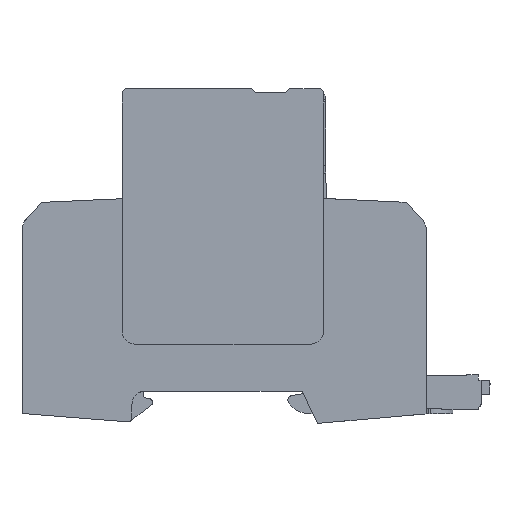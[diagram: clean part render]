
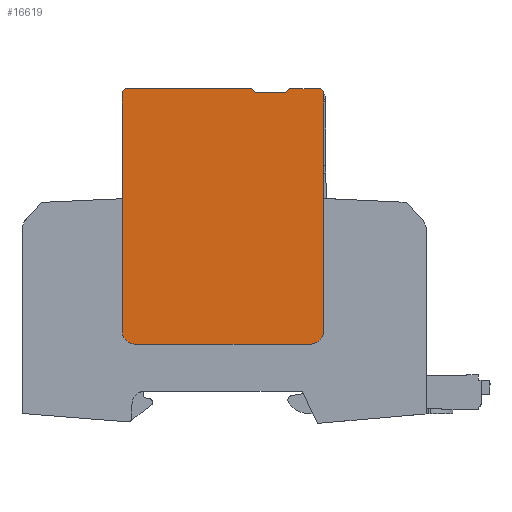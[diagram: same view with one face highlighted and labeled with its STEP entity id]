
A CAD part, left-side view. The second image highlights one B-rep face of the part: STEP entity #16619.
In plain terms, the highlighted planar face has unit normal (-1, 0, 0).
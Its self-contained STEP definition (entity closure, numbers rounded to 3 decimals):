
#16522=AXIS2_PLACEMENT_3D('Plane Axis2P3D',#16519,#16520,#16521) ;
#16337=CARTESIAN_POINT('Vertex',(0.,52.327,73.853)) ;
#16351=CARTESIAN_POINT('Vertex',(0.,53.227,74.753)) ;
#16354=CARTESIAN_POINT('Line Origine',(0.,52.777,74.303)) ;
#16492=CARTESIAN_POINT('Line Origine',(0.,81.752,74.378)) ;
#16496=CARTESIAN_POINT('Vertex',(0.,82.127,74.003)) ;
#16498=CARTESIAN_POINT('Vertex',(0.,81.377,74.753)) ;
#16519=CARTESIAN_POINT('Axis2P3D Location',(0.,81.127,17.703)) ;
#16525=CARTESIAN_POINT('Control Point',(0.,82.127,74.003)) ;
#16526=CARTESIAN_POINT('Control Point',(0.,82.127,63.343)) ;
#16527=CARTESIAN_POINT('Control Point',(0.,82.127,52.683)) ;
#16528=CARTESIAN_POINT('Control Point',(0.,82.127,42.023)) ;
#16529=CARTESIAN_POINT('Control Point',(0.,82.127,31.363)) ;
#16530=CARTESIAN_POINT('Control Point',(0.,82.127,20.703)) ;
#16531=CARTESIAN_POINT('Vertex',(0.,82.127,20.703)) ;
#16535=CARTESIAN_POINT('Control Point',(0.,82.127,20.703)) ;
#16536=CARTESIAN_POINT('Control Point',(0.,82.127,19.76)) ;
#16537=CARTESIAN_POINT('Control Point',(0.,81.758,18.817)) ;
#16538=CARTESIAN_POINT('Control Point',(0.,81.013,18.072)) ;
#16539=CARTESIAN_POINT('Control Point',(0.,80.07,17.703)) ;
#16540=CARTESIAN_POINT('Control Point',(0.,79.127,17.703)) ;
#16541=CARTESIAN_POINT('Vertex',(0.,79.127,17.703)) ;
#16545=CARTESIAN_POINT('Control Point',(0.,79.127,17.703)) ;
#16546=CARTESIAN_POINT('Control Point',(0.,71.327,17.703)) ;
#16547=CARTESIAN_POINT('Control Point',(0.,63.527,17.703)) ;
#16548=CARTESIAN_POINT('Control Point',(0.,55.727,17.703)) ;
#16549=CARTESIAN_POINT('Control Point',(0.,47.927,17.703)) ;
#16550=CARTESIAN_POINT('Control Point',(0.,40.127,17.703)) ;
#16551=CARTESIAN_POINT('Vertex',(0.,40.127,17.703)) ;
#16555=CARTESIAN_POINT('Control Point',(0.,40.127,17.703)) ;
#16556=CARTESIAN_POINT('Control Point',(0.,39.185,17.703)) ;
#16557=CARTESIAN_POINT('Control Point',(0.,38.241,18.072)) ;
#16558=CARTESIAN_POINT('Control Point',(0.,37.496,18.817)) ;
#16559=CARTESIAN_POINT('Control Point',(0.,37.127,19.76)) ;
#16560=CARTESIAN_POINT('Control Point',(0.,37.127,20.703)) ;
#16561=CARTESIAN_POINT('Vertex',(0.,37.127,20.703)) ;
#16565=CARTESIAN_POINT('Control Point',(0.,37.127,20.703)) ;
#16566=CARTESIAN_POINT('Control Point',(0.,37.127,31.363)) ;
#16567=CARTESIAN_POINT('Control Point',(0.,37.127,42.023)) ;
#16568=CARTESIAN_POINT('Control Point',(0.,37.127,52.683)) ;
#16569=CARTESIAN_POINT('Control Point',(0.,37.127,63.343)) ;
#16570=CARTESIAN_POINT('Control Point',(0.,37.127,74.003)) ;
#16571=CARTESIAN_POINT('Vertex',(0.,37.127,74.003)) ;
#16574=CARTESIAN_POINT('Line Origine',(0.,37.502,74.378)) ;
#16578=CARTESIAN_POINT('Vertex',(0.,37.877,74.753)) ;
#16581=CARTESIAN_POINT('Line Origine',(0.,41.302,74.753)) ;
#16585=CARTESIAN_POINT('Vertex',(0.,44.727,74.753)) ;
#16588=CARTESIAN_POINT('Line Origine',(0.,45.177,74.303)) ;
#16592=CARTESIAN_POINT('Vertex',(0.,45.627,73.853)) ;
#16595=CARTESIAN_POINT('Line Origine',(0.,48.977,73.853)) ;
#16600=CARTESIAN_POINT('Line Origine',(0.,67.302,74.753)) ;
#16355=DIRECTION('Vector Direction',(0.,0.707,0.707)) ;
#16493=DIRECTION('Vector Direction',(0.,-0.707,0.707)) ;
#16520=DIRECTION('Axis2P3D Direction',(-1.,0.,0.)) ;
#16521=DIRECTION('Axis2P3D XDirection',(0.,1.,0.)) ;
#16575=DIRECTION('Vector Direction',(0.,-0.707,-0.707)) ;
#16582=DIRECTION('Vector Direction',(0.,1.,0.)) ;
#16589=DIRECTION('Vector Direction',(0.,0.707,-0.707)) ;
#16596=DIRECTION('Vector Direction',(0.,1.,0.)) ;
#16601=DIRECTION('Vector Direction',(0.,1.,0.)) ;
#16356=VECTOR('Line Direction',#16355,1.) ;
#16494=VECTOR('Line Direction',#16493,1.) ;
#16576=VECTOR('Line Direction',#16575,1.) ;
#16583=VECTOR('Line Direction',#16582,1.) ;
#16590=VECTOR('Line Direction',#16589,1.) ;
#16597=VECTOR('Line Direction',#16596,1.) ;
#16602=VECTOR('Line Direction',#16601,1.) ;
#16606=ORIENTED_EDGE('',*,*,#16533,.T.) ;
#16607=ORIENTED_EDGE('',*,*,#16543,.T.) ;
#16608=ORIENTED_EDGE('',*,*,#16553,.T.) ;
#16609=ORIENTED_EDGE('',*,*,#16563,.T.) ;
#16610=ORIENTED_EDGE('',*,*,#16573,.T.) ;
#16611=ORIENTED_EDGE('',*,*,#16580,.F.) ;
#16612=ORIENTED_EDGE('',*,*,#16587,.T.) ;
#16613=ORIENTED_EDGE('',*,*,#16594,.T.) ;
#16614=ORIENTED_EDGE('',*,*,#16599,.T.) ;
#16615=ORIENTED_EDGE('',*,*,#16358,.T.) ;
#16616=ORIENTED_EDGE('',*,*,#16604,.T.) ;
#16617=ORIENTED_EDGE('',*,*,#16500,.F.) ;
#16619=ADVANCED_FACE('ABLEITER_1',(#16618),#16523,.T.) ;
#16524=B_SPLINE_CURVE_WITH_KNOTS('',5,(#16525,#16526,#16527,#16528,#16529,#16530),.UNSPECIFIED.,.F.,.U.,(6,6),(0.65,53.95),.UNSPECIFIED.) ;
#16534=B_SPLINE_CURVE_WITH_KNOTS('',5,(#16535,#16536,#16537,#16538,#16539,#16540),.UNSPECIFIED.,.F.,.U.,(6,6),(0.,4.965),.UNSPECIFIED.) ;
#16544=B_SPLINE_CURVE_WITH_KNOTS('',5,(#16545,#16546,#16547,#16548,#16549,#16550),.UNSPECIFIED.,.F.,.U.,(6,6),(0.,39.),.UNSPECIFIED.) ;
#16554=B_SPLINE_CURVE_WITH_KNOTS('',5,(#16555,#16556,#16557,#16558,#16559,#16560),.UNSPECIFIED.,.F.,.U.,(6,6),(0.,4.965),.UNSPECIFIED.) ;
#16564=B_SPLINE_CURVE_WITH_KNOTS('',5,(#16565,#16566,#16567,#16568,#16569,#16570),.UNSPECIFIED.,.F.,.U.,(6,6),(0.,53.3),.UNSPECIFIED.) ;
#16358=EDGE_CURVE('',#16338,#16352,#16357,.T.) ;
#16500=EDGE_CURVE('',#16497,#16499,#16495,.T.) ;
#16533=EDGE_CURVE('',#16497,#16532,#16524,.T.) ;
#16543=EDGE_CURVE('',#16532,#16542,#16534,.T.) ;
#16553=EDGE_CURVE('',#16542,#16552,#16544,.T.) ;
#16563=EDGE_CURVE('',#16552,#16562,#16554,.T.) ;
#16573=EDGE_CURVE('',#16562,#16572,#16564,.T.) ;
#16580=EDGE_CURVE('',#16579,#16572,#16577,.T.) ;
#16587=EDGE_CURVE('',#16579,#16586,#16584,.T.) ;
#16594=EDGE_CURVE('',#16586,#16593,#16591,.T.) ;
#16599=EDGE_CURVE('',#16593,#16338,#16598,.T.) ;
#16604=EDGE_CURVE('',#16352,#16499,#16603,.T.) ;
#16605=EDGE_LOOP('',(#16606,#16607,#16608,#16609,#16610,#16611,#16612,#16613,#16614,#16615,#16616,#16617)) ;
#16618=FACE_OUTER_BOUND('',#16605,.T.) ;
#16357=LINE('Line',#16354,#16356) ;
#16495=LINE('Line',#16492,#16494) ;
#16577=LINE('Line',#16574,#16576) ;
#16584=LINE('Line',#16581,#16583) ;
#16591=LINE('Line',#16588,#16590) ;
#16598=LINE('Line',#16595,#16597) ;
#16603=LINE('Line',#16600,#16602) ;
#16523=PLANE('',#16522) ;
#16338=VERTEX_POINT('',#16337) ;
#16352=VERTEX_POINT('',#16351) ;
#16497=VERTEX_POINT('',#16496) ;
#16499=VERTEX_POINT('',#16498) ;
#16532=VERTEX_POINT('',#16531) ;
#16542=VERTEX_POINT('',#16541) ;
#16552=VERTEX_POINT('',#16551) ;
#16562=VERTEX_POINT('',#16561) ;
#16572=VERTEX_POINT('',#16571) ;
#16579=VERTEX_POINT('',#16578) ;
#16586=VERTEX_POINT('',#16585) ;
#16593=VERTEX_POINT('',#16592) ;
